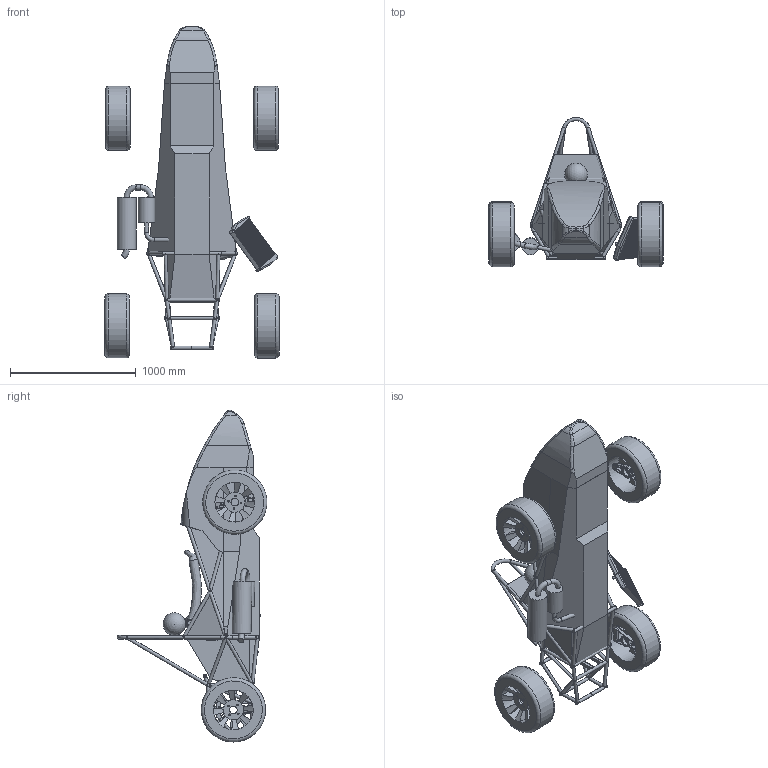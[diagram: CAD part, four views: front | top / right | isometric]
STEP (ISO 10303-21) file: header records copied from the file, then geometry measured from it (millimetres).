
FILE_DESCRIPTION(/* description */ (''),/* implementation_level */ '2;1');
FILE_NAME(/* name */ 'final_assembly_2017_SLow.stp',/* time_stamp */ '2017-10-26T19:59:40+09:00',/* author */ ('KITformula'),/* organization */ (''),/* preprocessor_version */ 'ST-DEVELOPER v16.13',/* originating_system */ 'Autodesk Inventor 2018',/* authorisation */ '');
FILE_SCHEMA (('AUTOMOTIVE_DESIGN { 1 0 10303 214 3 1 1 }'));
Length unit declared in the file: millimetre
Products named in the file (21): Assembly3; final_assembly_2017_SuperUltraLow; frame3kaiseki_retutch; F-Upright; Ｆｒｏｎｔ　ｕｐｌｉｇｈｔ; R-Upright; Rear Upright 4.16; wheel_low; driver; steering assembly; 2016S.S.Wheel; F-Upright_MIR1; Ｆｒｏｎｔ　ｕｐｌｉｇｈｔ_
MIR1; R-Upright_MIR2; Rear Upright 4.16_MIR2; 2017 exhaust assembly_retouch; kaul_retouch; newbody; radiator 2014 kaiseki; wall; wall_MIR1
Assembly tree (23 placements, depth 4):
  Assembly3
    final_assembly_2017_SuperUltraLow
      frame3kaiseki_retutch
      F-Upright
        Ｆｒｏｎｔ　ｕｐｌｉｇｈｔ
      R-Upright
        Rear Upright 4.16
      wheel_low  x4
      driver
      steering assembly
        2016S.S.Wheel
      F-Upright_MIR1
        Ｆｒｏｎｔ　ｕｐｌｉｇｈｔ_
MIR1
      R-Upright_MIR2
        Rear Upright 4.16_MIR2
      2017 exhaust assembly_retouch
      kaul_retouch
      newbody
      radiator 2014 kaiseki
      wall
      wall_MIR1
Bounding box: 1382.46 x 1188.96 x 2635.93 mm (x, y, z)
Volume: 622666234.3 mm3; surface area: 16609298.4 mm2
Topology: 102 solids, 104 shells, 1393 faces, 3692 edges, 2408 vertices
Faces by surface type: cylinder 675, plane 545, bspline 66, torus 63, cone 39, sphere 5
Full cylindrical faces by diameter (mm): 5 x3, 6 x12, 8 x8, 12.5 x20, 18.2 x1, 20 x1, 22.2 x10, 22.6 x2, 23 x28, 23.919 x1, 23.949 x1, 24 x4, 24.128 x1, 24.27 x1, 24.621 x1, 25.4 x59, 25.985 x1, 26.2 x3, 27.2 x1, 28.385 x1, 28.6 x11, 31.8 x2, 42 x1, 60 x4, 66 x4, 72 x8, 75 x4, 92 x2, 96 x2, 132 x1
Entity records: 50499 total; most frequent: CARTESIAN_POINT 19701, DIRECTION 6280, ORIENTED_EDGE 5900, EDGE_CURVE 2950, AXIS2_PLACEMENT_3D 2474, VERTEX_POINT 2045, EDGE_LOOP 1715, LINE 1332
